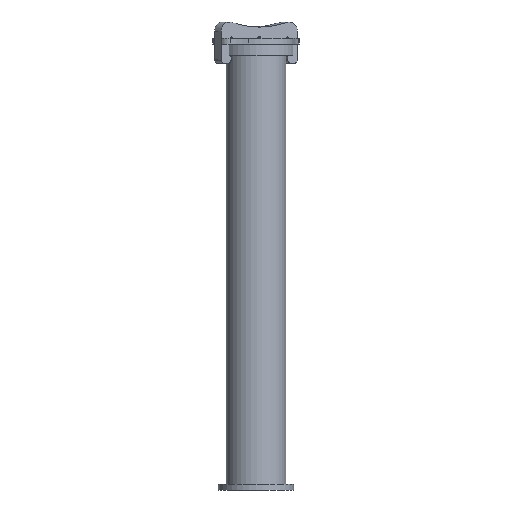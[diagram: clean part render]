
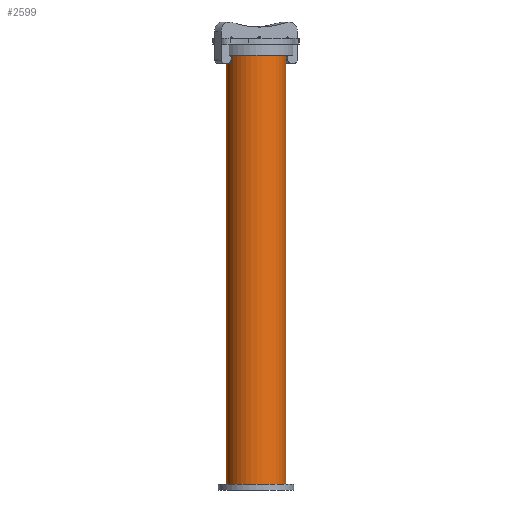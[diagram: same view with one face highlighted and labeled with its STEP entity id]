
A CAD part, left-side view. The second image highlights one B-rep face of the part: STEP entity #2599.
In plain terms, the highlighted cylindrical face has radius 15.875 mm (diameter 31.75 mm), a full revolution.
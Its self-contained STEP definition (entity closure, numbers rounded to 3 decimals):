
#569=FACE_BOUND('',#753,.T.);
#600=FACE_OUTER_BOUND('',#752,.T.);
#752=EDGE_LOOP('',(#1752));
#753=EDGE_LOOP('',(#1753));
#934=CIRCLE('',#2764,15.875);
#935=CIRCLE('',#2765,15.875);
#1110=VERTEX_POINT('',#4017);
#1111=VERTEX_POINT('',#4019);
#1372=EDGE_CURVE('',#1110,#1110,#934,.T.);
#1373=EDGE_CURVE('',#1111,#1111,#935,.T.);
#1752=ORIENTED_EDGE('',*,*,#1372,.F.);
#1753=ORIENTED_EDGE('',*,*,#1373,.F.);
#2511=CYLINDRICAL_SURFACE('',#2763,15.875);
#2599=ADVANCED_FACE('',(#600,#569),#2511,.T.);
#2763=AXIS2_PLACEMENT_3D('',#4016,#3116,#3117);
#2764=AXIS2_PLACEMENT_3D('',#4018,#3118,#3119);
#2765=AXIS2_PLACEMENT_3D('',#4020,#3120,#3121);
#3116=DIRECTION('center_axis',(0.,0.,1.));
#3117=DIRECTION('ref_axis',(-1.,0.,0.));
#3118=DIRECTION('center_axis',(0.,0.,1.));
#3119=DIRECTION('ref_axis',(-1.,0.,0.));
#3120=DIRECTION('center_axis',(0.,0.,-1.));
#3121=DIRECTION('ref_axis',(-1.,0.,0.));
#4016=CARTESIAN_POINT('Origin',(0.,0.,0.));
#4017=CARTESIAN_POINT('',(15.875,0.,233.));
#4018=CARTESIAN_POINT('Origin',(0.,0.,233.));
#4019=CARTESIAN_POINT('',(15.875,0.,0.));
#4020=CARTESIAN_POINT('Origin',(0.,0.,0.));
